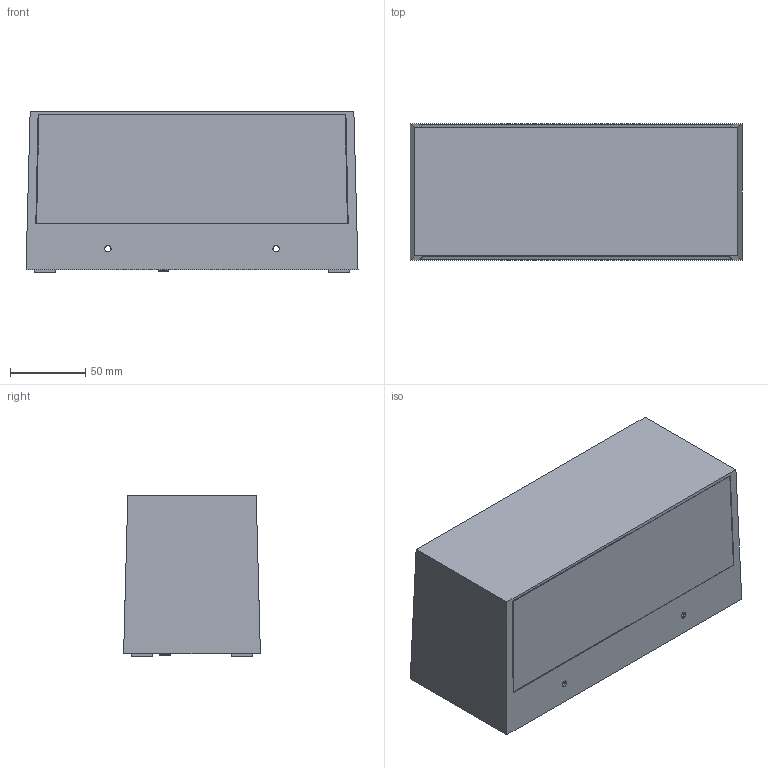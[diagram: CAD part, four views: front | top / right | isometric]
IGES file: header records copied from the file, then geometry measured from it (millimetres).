
Start section: SolidWorks IGES file using analytic representation for surfaces
Global section: file name: 05-9649-34-T2.IGS; native system: SolidWorks 2020; preprocessor: SolidWorks 2020; author: jbou; date: 210630.151018; units: millimetre
Bounding box: 221.08 x 91.08 x 107.6 mm (x, y, z)
Surface area: 177601 mm2 (no closed solid volume)
Topology: 0 solids, 0 shells, 250 faces, 2047 edges, 2030 vertices
Faces by surface type: bspline 150, revolution 100
